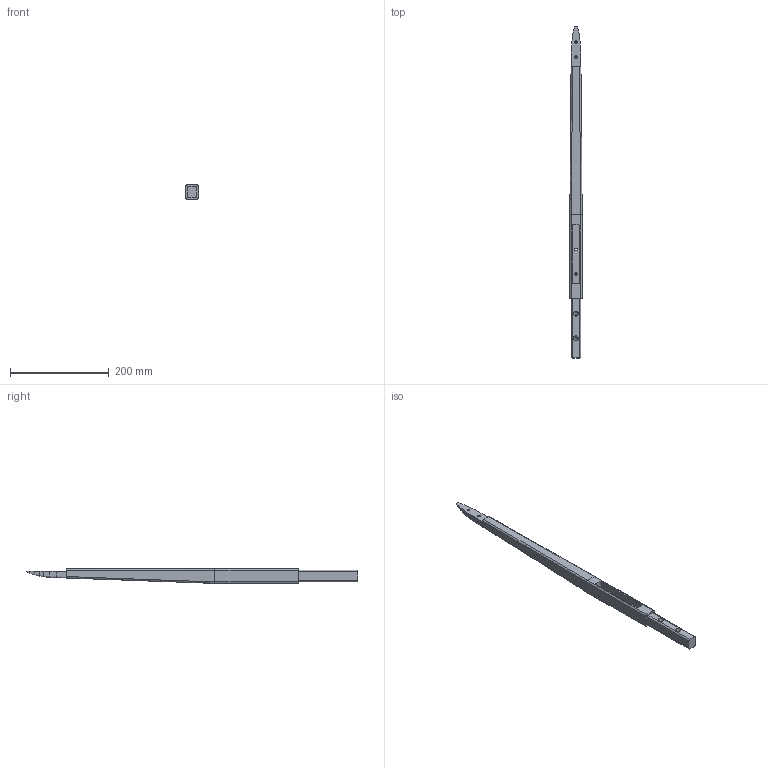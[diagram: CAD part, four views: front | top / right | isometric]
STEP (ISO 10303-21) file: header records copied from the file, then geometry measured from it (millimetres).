
FILE_DESCRIPTION(/* description */ (''),/* implementation_level */ '2;1');
FILE_NAME(/* name */ 'Fuselage_ProtoV1_02',/* time_stamp */ '2020-11-26T13:03:07+01:00',/* author */ (''),/* organization */ (''),/* preprocessor_version */ 'ST-DEVELOPER v16.5',/* originating_system */ '',/* authorisation */ '');
FILE_SCHEMA (('AUTOMOTIVE_DESIGN'));
Length unit declared in the file: centimetre
Products named in the file (1): Document
Bounding box: 25 x 672.54 x 30 mm (x, y, z)
Surface area: 66572.7 mm2 (no closed solid volume)
Topology: 0 solids, 1 shells, 49 faces, 133 edges, 82 vertices
Faces by surface type: bspline 35, plane 14
Entity records: 2684 total; most frequent: CARTESIAN_POINT 1909, ORIENTED_EDGE 245, EDGE_CURVE 133, VERTEX_POINT 82, B_SPLINE_CURVE_WITH_KNOTS 75, EDGE_LOOP 59, ADVANCED_FACE 49, FACE_OUTER_BOUND 49
